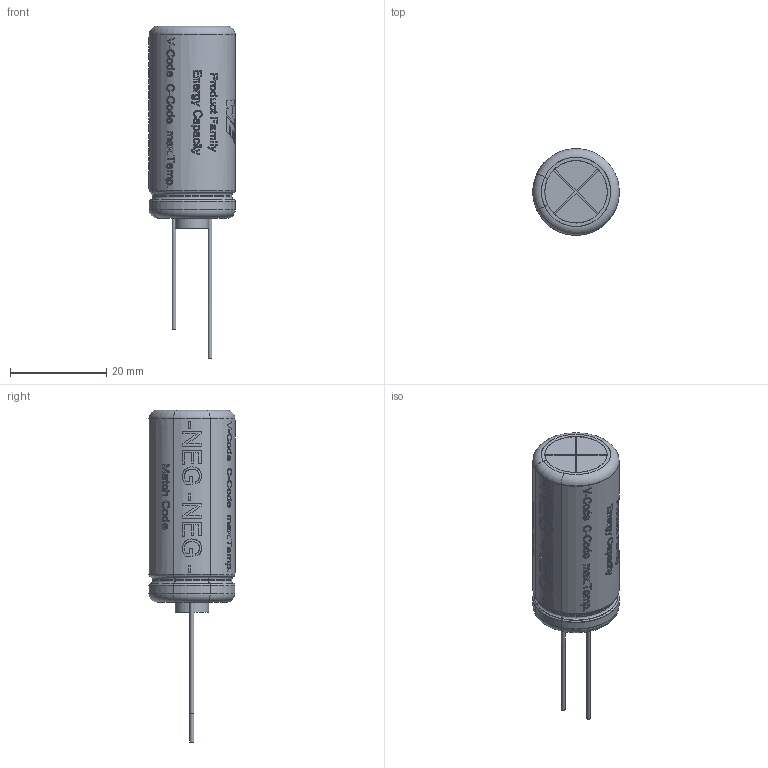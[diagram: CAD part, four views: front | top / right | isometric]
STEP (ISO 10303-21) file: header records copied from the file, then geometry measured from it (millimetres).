
FILE_DESCRIPTION(/* description */ ('Unknown'),/* implementation_level */ '2;1');
FILE_NAME(/* name */ '850627022002',/* time_stamp */ '2024-05-02T08:17:19+02:00',/* author */ ('Unknown'),/* organization */ ('Unknown'),/* preprocessor_version */ 'ST-DEVELOPER v18.102',/* originating_system */ 'Unknown',/* authorisation */ ' ');
FILE_SCHEMA (('CONFIG_CONTROL_DESIGN'));
Products named in the file (1): id2
Bounding box: 17.96 x 17.97 x 69.1 mm (x, y, z)
Volume: 10092.3 mm3; surface area: 8074.5 mm2
Topology: 2 solids, 5 shells, 686 faces, 1719 edges, 1141 vertices
Faces by surface type: plane 328, bspline 215, cylinder 119, torus 24
Full cylindrical faces by diameter (mm): 0.8 x2, 10 x1, 10.5 x1, 12 x1, 12.5 x1, 13 x2, 14.418 x2, 16.435 x1, 16.455 x1, 17.78 x2, 17.8 x2
Entity records: 42534 total; most frequent: CARTESIAN_POINT 22630, ORIENTED_EDGE 3336, DIRECTION 2513, EDGE_CURVE 1668, VERTEX_POINT 1135, LINE 891, VECTOR 891, EDGE_LOOP 835
